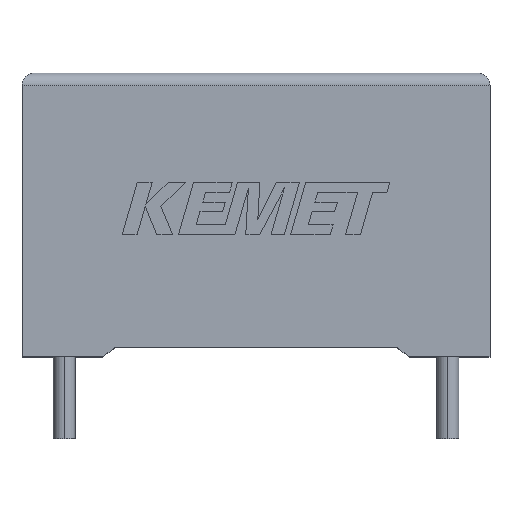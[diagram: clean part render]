
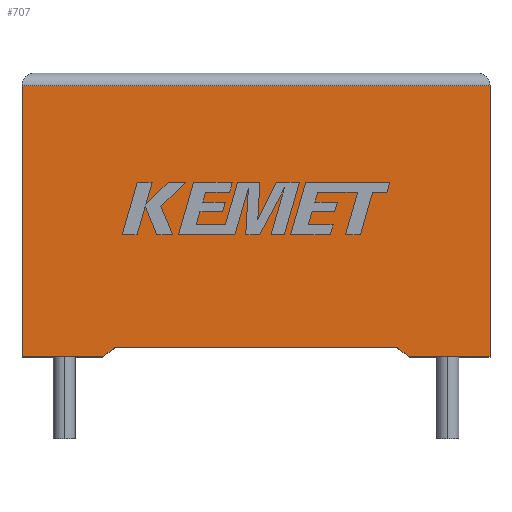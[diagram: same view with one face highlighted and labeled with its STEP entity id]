
A CAD part, top view. The second image highlights one B-rep face of the part: STEP entity #707.
In plain terms, the highlighted planar face has unit normal (0, 0, 1).
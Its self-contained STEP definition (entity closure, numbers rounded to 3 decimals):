
#90 = DIRECTION ( 'NONE',  ( -1., 0., 0. ) ) ;
#167 = VECTOR ( 'NONE', #3022, 1000. ) ;
#171 = VECTOR ( 'NONE', #90, 1000. ) ;
#222 = EDGE_CURVE ( 'NONE', #2694, #581, #3031, .T. ) ;
#269 = LINE ( 'NONE', #2820, #2248 ) ;
#270 = DIRECTION ( 'NONE',  ( -1., 0., 0. ) ) ;
#272 = VERTEX_POINT ( 'NONE', #2840 ) ;
#294 = DIRECTION ( 'NONE',  ( 1., 0., 0. ) ) ;
#304 = ORIENTED_EDGE ( 'NONE', *, *, #1514, .T. ) ;
#322 = CARTESIAN_POINT ( 'NONE',  ( 0., 10.6, 5.2 ) ) ;
#384 = CARTESIAN_POINT ( 'NONE',  ( 15.15, 0., 5.2 ) ) ;
#419 = ORIENTED_EDGE ( 'NONE', *, *, #2922, .T. ) ;
#469 = VECTOR ( 'NONE', #2602, 1000. ) ;
#491 = CARTESIAN_POINT ( 'NONE',  ( 3.15, 0., 5.2 ) ) ;
#576 = VERTEX_POINT ( 'NONE', #1126 ) ;
#581 = VERTEX_POINT ( 'NONE', #885 ) ;
#691 = EDGE_CURVE ( 'NONE', #2054, #576, #269, .T. ) ;
#700 = CARTESIAN_POINT ( 'NONE',  ( 0., 0., 5.2 ) ) ;
#707 = ADVANCED_FACE ( 'NONE', ( #1690 ), #2133, .F. ) ;
#759 = CARTESIAN_POINT ( 'NONE',  ( 0., 0., 5.2 ) ) ;
#827 = EDGE_CURVE ( 'NONE', #2054, #272, #1845, .T. ) ;
#840 = VERTEX_POINT ( 'NONE', #858 ) ;
#846 = CARTESIAN_POINT ( 'NONE',  ( 3.15, 0., 5.2 ) ) ;
#848 = EDGE_CURVE ( 'NONE', #1888, #840, #2279, .T. ) ;
#858 = CARTESIAN_POINT ( 'NONE',  ( 18.3, 10.6, 5.2 ) ) ;
#885 = CARTESIAN_POINT ( 'NONE',  ( 0., 0., 5.2 ) ) ;
#908 = DIRECTION ( 'NONE',  ( 0., 1., 0. ) ) ;
#955 = VERTEX_POINT ( 'NONE', #491 ) ;
#1023 = AXIS2_PLACEMENT_3D ( 'NONE', #700, #1672, #270 ) ;
#1081 = VECTOR ( 'NONE', #1815, 1000. ) ;
#1126 = CARTESIAN_POINT ( 'NONE',  ( 3.658, 0.383, 5.2 ) ) ;
#1219 = CARTESIAN_POINT ( 'NONE',  ( 0., 0., 5.2 ) ) ;
#1268 = EDGE_CURVE ( 'NONE', #576, #955, #1799, .T. ) ;
#1420 = LINE ( 'NONE', #759, #2517 ) ;
#1449 = ORIENTED_EDGE ( 'NONE', *, *, #827, .T. ) ;
#1488 = DIRECTION ( 'NONE',  ( 1., 0., 0. ) ) ;
#1505 = LINE ( 'NONE', #1219, #2075 ) ;
#1514 = EDGE_CURVE ( 'NONE', #840, #2694, #2445, .T. ) ;
#1607 = ORIENTED_EDGE ( 'NONE', *, *, #691, .F. ) ;
#1672 = DIRECTION ( 'NONE',  ( 0., 0., -1. ) ) ;
#1690 = FACE_OUTER_BOUND ( 'NONE', #2912, .T. ) ;
#1799 = LINE ( 'NONE', #846, #1081 ) ;
#1815 = DIRECTION ( 'NONE',  ( -0.799, -0.602, 0. ) ) ;
#1845 = LINE ( 'NONE', #384, #167 ) ;
#1850 = ORIENTED_EDGE ( 'NONE', *, *, #222, .T. ) ;
#1888 = VERTEX_POINT ( 'NONE', #1937 ) ;
#1908 = VECTOR ( 'NONE', #908, 1000. ) ;
#1937 = CARTESIAN_POINT ( 'NONE',  ( 18.3, 0., 5.2 ) ) ;
#2054 = VERTEX_POINT ( 'NONE', #2156 ) ;
#2075 = VECTOR ( 'NONE', #1488, 1000. ) ;
#2079 = CARTESIAN_POINT ( 'NONE',  ( 18.3, 0., 5.2 ) ) ;
#2128 = CARTESIAN_POINT ( 'NONE',  ( 0., 0., 5.2 ) ) ;
#2133 = PLANE ( 'NONE',  #1023 ) ;
#2156 = CARTESIAN_POINT ( 'NONE',  ( 14.642, 0.383, 5.2 ) ) ;
#2248 = VECTOR ( 'NONE', #2832, 1000. ) ;
#2279 = LINE ( 'NONE', #2079, #1908 ) ;
#2445 = LINE ( 'NONE', #322, #171 ) ;
#2460 = ORIENTED_EDGE ( 'NONE', *, *, #1268, .F. ) ;
#2517 = VECTOR ( 'NONE', #294, 1000. ) ;
#2534 = CARTESIAN_POINT ( 'NONE',  ( 0., 10.6, 5.2 ) ) ;
#2602 = DIRECTION ( 'NONE',  ( 0., -1., 0. ) ) ;
#2694 = VERTEX_POINT ( 'NONE', #2534 ) ;
#2712 = ORIENTED_EDGE ( 'NONE', *, *, #848, .T. ) ;
#2730 = ORIENTED_EDGE ( 'NONE', *, *, #2859, .T. ) ;
#2820 = CARTESIAN_POINT ( 'NONE',  ( 9.15, 0.383, 5.2 ) ) ;
#2832 = DIRECTION ( 'NONE',  ( -1., 0., 0. ) ) ;
#2840 = CARTESIAN_POINT ( 'NONE',  ( 15.15, 0., 5.2 ) ) ;
#2859 = EDGE_CURVE ( 'NONE', #272, #1888, #1420, .T. ) ;
#2912 = EDGE_LOOP ( 'NONE', ( #2712, #304, #1850, #419, #2460, #1607, #1449, #2730 ) ) ;
#2922 = EDGE_CURVE ( 'NONE', #581, #955, #1505, .T. ) ;
#3022 = DIRECTION ( 'NONE',  ( 0.799, -0.602, 0. ) ) ;
#3031 = LINE ( 'NONE', #2128, #469 ) ;
